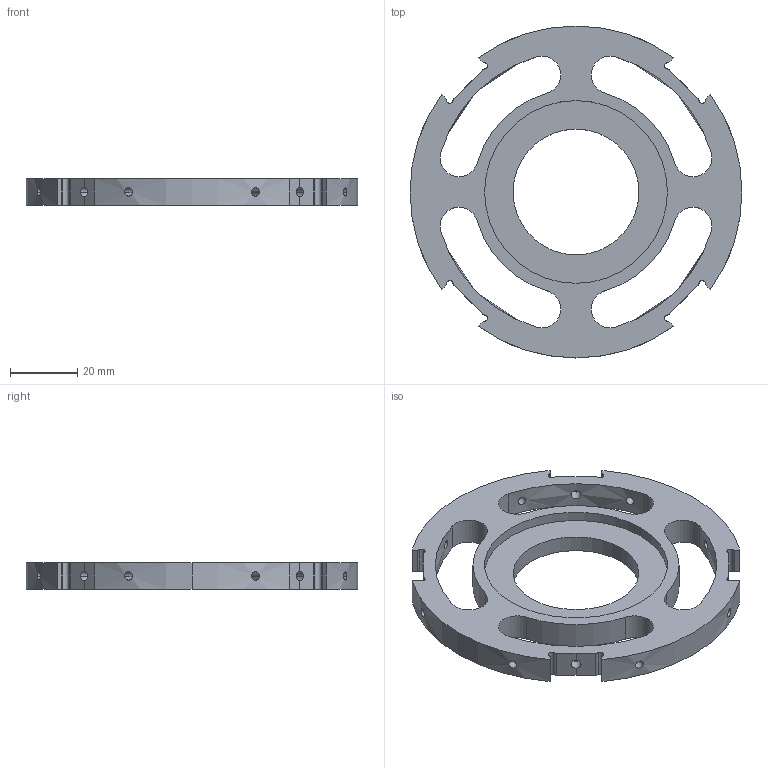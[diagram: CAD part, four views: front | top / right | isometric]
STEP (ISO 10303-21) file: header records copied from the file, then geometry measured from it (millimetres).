
FILE_DESCRIPTION(('CATIA V5 STEP Exchange'),'2;1');
FILE_NAME('Bague propu V2.stp','2021-05-14T14:51:16+00:00',('none'),('none'),'CATIA Version 5 Release 19 GA (IN-10)','CATIA V5 STEP AP203','none');
FILE_SCHEMA(('CONFIG_CONTROL_DESIGN'));
Length unit declared in the file: millimetre
Products named in the file (1): Bague propu V2
Bounding box: 99 x 99 x 8 mm (x, y, z)
Volume: 30386.8 mm3; surface area: 16405.6 mm2
Topology: 1 solids, 1 shells, 93 faces, 282 edges, 188 vertices
Faces by surface type: cylinder 74, plane 19
Entity records: 3421 total; most frequent: CARTESIAN_POINT 975, ORIENTED_EDGE 564, DIRECTION 370, EDGE_CURVE 282, VERTEX_POINT 188, AXIS2_PLACEMENT_3D 181, VECTOR 126, LINE 126
